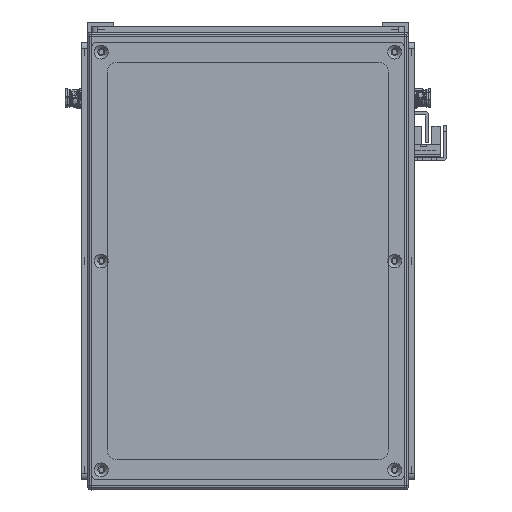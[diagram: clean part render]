
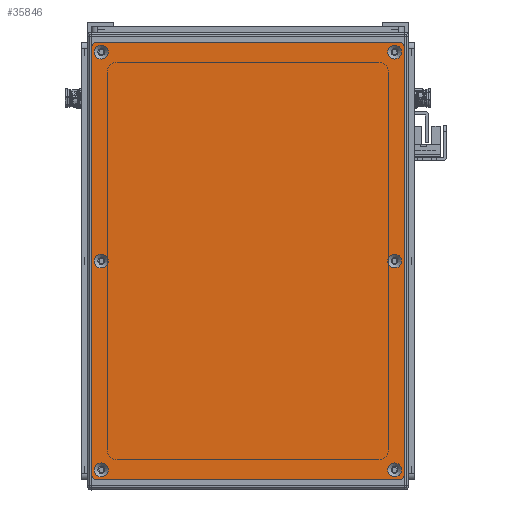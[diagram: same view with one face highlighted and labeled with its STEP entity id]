
A CAD part, front view. The second image highlights one B-rep face of the part: STEP entity #35846.
In plain terms, the highlighted planar face has unit normal (0, -1, 0).
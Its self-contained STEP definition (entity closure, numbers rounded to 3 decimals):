
#2567=FACE_BOUND('',#8325,.T.);
#2568=FACE_BOUND('',#8326,.T.);
#2569=FACE_BOUND('',#8327,.T.);
#2570=FACE_BOUND('',#8328,.T.);
#2571=FACE_BOUND('',#8329,.T.);
#2572=FACE_BOUND('',#8330,.T.);
#3357=PLANE('',#40109);
#6016=FACE_OUTER_BOUND('',#8324,.T.);
#8324=EDGE_LOOP('',(#33667,#33668,#33669,#33670,#33671,#33672,#33673,#33674));
#8325=EDGE_LOOP('',(#33675));
#8326=EDGE_LOOP('',(#33676));
#8327=EDGE_LOOP('',(#33677));
#8328=EDGE_LOOP('',(#33678));
#8329=EDGE_LOOP('',(#33679));
#8330=EDGE_LOOP('',(#33680));
#11038=LINE('',#64893,#13737);
#11039=LINE('',#64897,#13738);
#11040=LINE('',#64901,#13739);
#11041=LINE('',#64904,#13740);
#13737=VECTOR('',#50156,10.);
#13738=VECTOR('',#50159,10.);
#13739=VECTOR('',#50162,10.);
#13740=VECTOR('',#50165,10.);
#15445=CIRCLE('',#40077,3.45);
#15448=CIRCLE('',#40082,3.45);
#15451=CIRCLE('',#40087,3.45);
#15454=CIRCLE('',#40092,3.45);
#15457=CIRCLE('',#40097,3.45);
#15460=CIRCLE('',#40102,3.45);
#15463=CIRCLE('',#40107,3.);
#15465=CIRCLE('',#40110,3.);
#15466=CIRCLE('',#40111,3.);
#15467=CIRCLE('',#40112,3.);
#18763=VERTEX_POINT('',#64823);
#18766=VERTEX_POINT('',#64833);
#18769=VERTEX_POINT('',#64843);
#18772=VERTEX_POINT('',#64853);
#18775=VERTEX_POINT('',#64863);
#18778=VERTEX_POINT('',#64873);
#18781=VERTEX_POINT('',#64883);
#18782=VERTEX_POINT('',#64884);
#18785=VERTEX_POINT('',#64892);
#18786=VERTEX_POINT('',#64894);
#18787=VERTEX_POINT('',#64896);
#18788=VERTEX_POINT('',#64898);
#18789=VERTEX_POINT('',#64900);
#18790=VERTEX_POINT('',#64902);
#23727=EDGE_CURVE('',#18763,#18763,#15445,.T.);
#23732=EDGE_CURVE('',#18766,#18766,#15448,.T.);
#23737=EDGE_CURVE('',#18769,#18769,#15451,.T.);
#23742=EDGE_CURVE('',#18772,#18772,#15454,.T.);
#23747=EDGE_CURVE('',#18775,#18775,#15457,.T.);
#23752=EDGE_CURVE('',#18778,#18778,#15460,.T.);
#23757=EDGE_CURVE('',#18781,#18782,#15463,.T.);
#23761=EDGE_CURVE('',#18781,#18785,#11038,.T.);
#23762=EDGE_CURVE('',#18786,#18785,#15465,.T.);
#23763=EDGE_CURVE('',#18786,#18787,#11039,.T.);
#23764=EDGE_CURVE('',#18788,#18787,#15466,.T.);
#23765=EDGE_CURVE('',#18788,#18789,#11040,.T.);
#23766=EDGE_CURVE('',#18790,#18789,#15467,.T.);
#23767=EDGE_CURVE('',#18790,#18782,#11041,.T.);
#33667=ORIENTED_EDGE('',*,*,#23757,.F.);
#33668=ORIENTED_EDGE('',*,*,#23761,.T.);
#33669=ORIENTED_EDGE('',*,*,#23762,.F.);
#33670=ORIENTED_EDGE('',*,*,#23763,.T.);
#33671=ORIENTED_EDGE('',*,*,#23764,.F.);
#33672=ORIENTED_EDGE('',*,*,#23765,.T.);
#33673=ORIENTED_EDGE('',*,*,#23766,.F.);
#33674=ORIENTED_EDGE('',*,*,#23767,.T.);
#33675=ORIENTED_EDGE('',*,*,#23727,.T.);
#33676=ORIENTED_EDGE('',*,*,#23732,.T.);
#33677=ORIENTED_EDGE('',*,*,#23737,.T.);
#33678=ORIENTED_EDGE('',*,*,#23742,.T.);
#33679=ORIENTED_EDGE('',*,*,#23747,.T.);
#33680=ORIENTED_EDGE('',*,*,#23752,.T.);
#35846=ADVANCED_FACE('',(#6016,#2567,#2568,#2569,#2570,#2571,#2572),#3357,
 .T.);
#40077=AXIS2_PLACEMENT_3D('',#64824,#50076,#50077);
#40082=AXIS2_PLACEMENT_3D('',#64834,#50088,#50089);
#40087=AXIS2_PLACEMENT_3D('',#64844,#50100,#50101);
#40092=AXIS2_PLACEMENT_3D('',#64854,#50112,#50113);
#40097=AXIS2_PLACEMENT_3D('',#64864,#50124,#50125);
#40102=AXIS2_PLACEMENT_3D('',#64874,#50136,#50137);
#40107=AXIS2_PLACEMENT_3D('',#64885,#50148,#50149);
#40109=AXIS2_PLACEMENT_3D('',#64891,#50154,#50155);
#40110=AXIS2_PLACEMENT_3D('',#64895,#50157,#50158);
#40111=AXIS2_PLACEMENT_3D('',#64899,#50160,#50161);
#40112=AXIS2_PLACEMENT_3D('',#64903,#50163,#50164);
#50076=DIRECTION('center_axis',(0.,1.,0.));
#50077=DIRECTION('ref_axis',(1.,0.,0.));
#50088=DIRECTION('center_axis',(0.,1.,0.));
#50089=DIRECTION('ref_axis',(1.,0.,0.));
#50100=DIRECTION('center_axis',(0.,1.,0.));
#50101=DIRECTION('ref_axis',(1.,0.,0.));
#50112=DIRECTION('center_axis',(0.,1.,0.));
#50113=DIRECTION('ref_axis',(1.,0.,0.));
#50124=DIRECTION('center_axis',(0.,1.,0.));
#50125=DIRECTION('ref_axis',(1.,0.,0.));
#50136=DIRECTION('center_axis',(0.,1.,0.));
#50137=DIRECTION('ref_axis',(1.,0.,0.));
#50148=DIRECTION('center_axis',(0.,1.,0.));
#50149=DIRECTION('ref_axis',(-0.707,0.,0.707));
#50154=DIRECTION('center_axis',(0.,-1.,0.));
#50155=DIRECTION('ref_axis',(0.,0.,-1.));
#50156=DIRECTION('',(0.,0.,-1.));
#50157=DIRECTION('center_axis',(0.,1.,0.));
#50158=DIRECTION('ref_axis',(-0.707,0.,-0.707));
#50159=DIRECTION('',(1.,0.,0.));
#50160=DIRECTION('center_axis',(0.,1.,0.));
#50161=DIRECTION('ref_axis',(0.707,0.,-0.707));
#50162=DIRECTION('',(0.,0.,1.));
#50163=DIRECTION('center_axis',(0.,1.,0.));
#50164=DIRECTION('ref_axis',(0.707,0.,0.707));
#50165=DIRECTION('',(-1.,0.,0.));
#64823=CARTESIAN_POINT('',(100.55,-1.5,73.));
#64824=CARTESIAN_POINT('Origin',(104.,-1.5,73.));
#64833=CARTESIAN_POINT('',(-107.45,-1.5,-73.));
#64834=CARTESIAN_POINT('Origin',(-104.,-1.5,-73.));
#64843=CARTESIAN_POINT('',(-3.45,-1.5,73.));
#64844=CARTESIAN_POINT('Origin',(0.,-1.5,73.));
#64853=CARTESIAN_POINT('',(-3.45,-1.5,-73.));
#64854=CARTESIAN_POINT('Origin',(0.,-1.5,-73.));
#64863=CARTESIAN_POINT('',(-107.45,-1.5,73.));
#64864=CARTESIAN_POINT('Origin',(-104.,-1.5,73.));
#64873=CARTESIAN_POINT('',(100.55,-1.5,-73.));
#64874=CARTESIAN_POINT('Origin',(104.,-1.5,-73.));
#64883=CARTESIAN_POINT('',(-109.,-1.5,75.));
#64884=CARTESIAN_POINT('',(-106.,-1.5,78.));
#64885=CARTESIAN_POINT('Origin',(-106.,-1.5,75.));
#64891=CARTESIAN_POINT('Origin',(0.,-1.5,0.));
#64892=CARTESIAN_POINT('',(-109.,-1.5,-75.));
#64893=CARTESIAN_POINT('',(-109.,-1.5,78.));
#64894=CARTESIAN_POINT('',(-106.,-1.5,-78.));
#64895=CARTESIAN_POINT('Origin',(-106.,-1.5,-75.));
#64896=CARTESIAN_POINT('',(106.,-1.5,-78.));
#64897=CARTESIAN_POINT('',(-109.,-1.5,-78.));
#64898=CARTESIAN_POINT('',(109.,-1.5,-75.));
#64899=CARTESIAN_POINT('Origin',(106.,-1.5,-75.));
#64900=CARTESIAN_POINT('',(109.,-1.5,75.));
#64901=CARTESIAN_POINT('',(109.,-1.5,-78.));
#64902=CARTESIAN_POINT('',(106.,-1.5,78.));
#64903=CARTESIAN_POINT('Origin',(106.,-1.5,75.));
#64904=CARTESIAN_POINT('',(109.,-1.5,78.));
